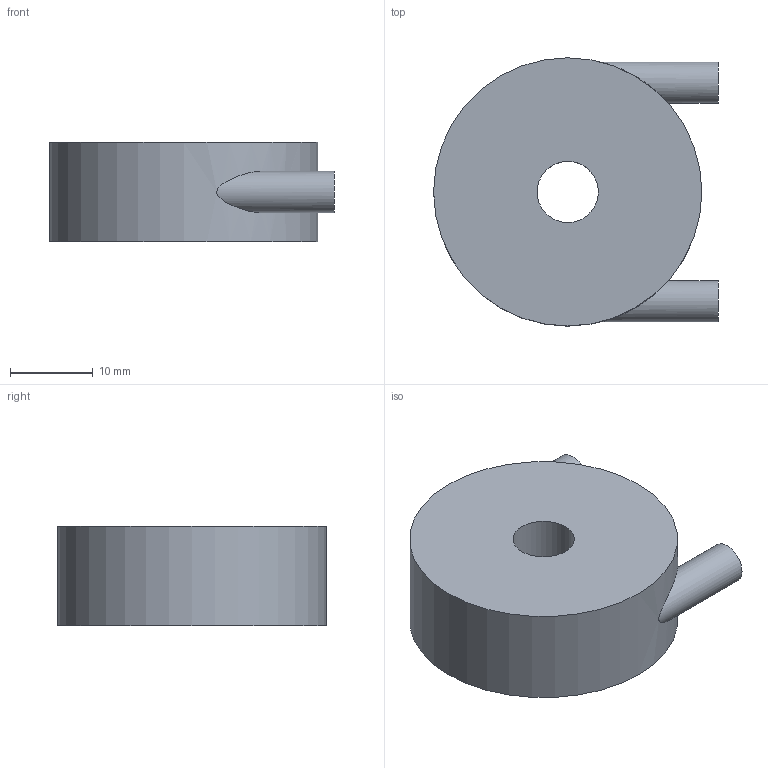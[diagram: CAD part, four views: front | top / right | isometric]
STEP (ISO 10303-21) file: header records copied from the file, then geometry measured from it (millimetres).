
FILE_DESCRIPTION(/* description */ (''),/* implementation_level */ '2;1');
FILE_NAME(/* name */ 'Output-Vibration motor-Pipe.step',/* time_stamp */ '2022-04-07T15:05:22+01:00',/* author */ (''),/* organization */ (''),/* preprocessor_version */ 'ST-DEVELOPER v18.1',/* originating_system */ 'Autodesk Translation Framework v10.13.0.1454',/* authorisation */ '');
FILE_SCHEMA (('AUTOMOTIVE_DESIGN { 1 0 10303 214 3 1 1 }'));
Length unit declared in the file: millimetre
Products named in the file (1): Vibration motor-pipe
Bounding box: 34.4 x 32.4 x 12 mm (x, y, z)
Volume: 10867.1 mm3; surface area: 5275.9 mm2
Topology: 2 solids, 2 shells, 34 faces, 84 edges, 54 vertices
Faces by surface type: plane 18, cylinder 16
Full cylindrical faces by diameter (mm): 5 x2, 7.4 x1, 8 x1, 32.4 x1
Entity records: 1124 total; most frequent: CARTESIAN_POINT 247, DIRECTION 182, ORIENTED_EDGE 168, EDGE_CURVE 84, AXIS2_PLACEMENT_3D 65, VERTEX_POINT 54, LINE 52, VECTOR 52
